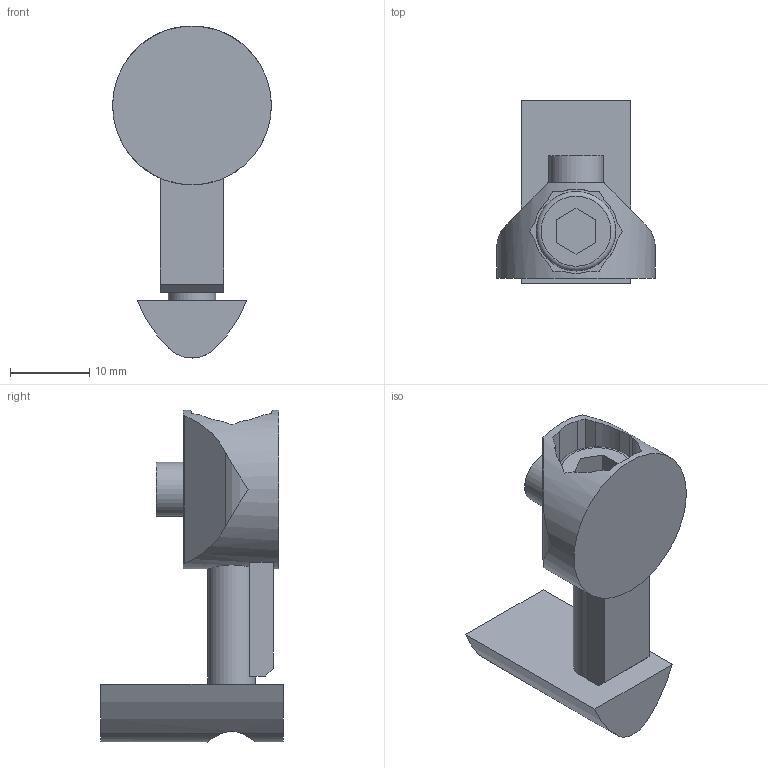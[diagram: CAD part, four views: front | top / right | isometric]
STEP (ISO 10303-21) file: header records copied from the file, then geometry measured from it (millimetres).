
FILE_DESCRIPTION(/* description */ ('KriTec Pneumatik-Universal-Verbindungssatz 8'),/* implementation_level */ '2;1');
FILE_NAME(/* name */ '19003_KriTec_Pneumatik-Universal-Verbindungssatz_ 8.stp',/* time_stamp */ '2019-07-10T14:16:18+02:00',/* author */ ('jendrek'),/* organization */ (''),/* preprocessor_version */ 'ST-DEVELOPER v17',/* originating_system */ 'Autodesk Inventor 2018',/* authorisation */ '');
FILE_SCHEMA (('AUTOMOTIVE_DESIGN { 1 0 10303 214 3 1 1 }'));
Length unit declared in the file: millimetre
Products named in the file (3): 19003; item_0036445_Pneumatik-Universal-Verbindungssatz 8; item_0036445_Pneumatik-Universal-Verbindungssatz 8_1
Assembly tree (2 placements, depth 2):
  19003
    item_0036445_Pneumatik-Universal-Verbindungssatz 8
    item_0036445_Pneumatik-Universal-Verbindungssatz 8_1
Bounding box: 20 x 23 x 41.8 mm (x, y, z)
Volume: 5153.3 mm3; surface area: 3847.2 mm2
Topology: 2 solids, 2 shells, 61 faces, 161 edges, 108 vertices
Faces by surface type: plane 38, cylinder 20, torus 2, cone 1
Full cylindrical faces by diameter (mm): 6 x2, 6.2 x1, 6.8 x1, 10 x1, 20 x1
Entity records: 2181 total; most frequent: CARTESIAN_POINT 494, DIRECTION 326, ORIENTED_EDGE 322, EDGE_CURVE 161, AXIS2_PLACEMENT_3D 120, VERTEX_POINT 108, LINE 86, VECTOR 86
